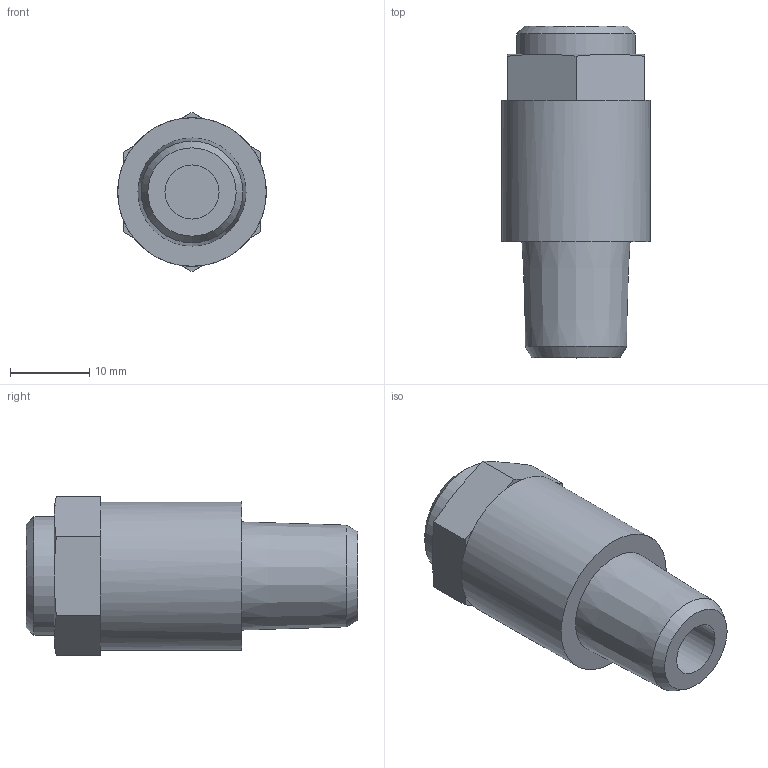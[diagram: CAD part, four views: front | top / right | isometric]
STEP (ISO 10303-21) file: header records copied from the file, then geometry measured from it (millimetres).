
FILE_DESCRIPTION(/* description */ ('STEP AP214'),/* implementation_level */ '2;1');
FILE_NAME(/* name */ '10058_GRE-1_4-NPT',/* time_stamp */ '2024-08-23T13:35:46+02:00',/* author */ ('License CC BY-ND 4.0'),/* organization */ ('CADENAS'),/* preprocessor_version */ 'ST-DEVELOPER v19.3',/* originating_system */ 'PARTsolutions',/* authorisation */ ' ');
FILE_SCHEMA (('AUTOMOTIVE_DESIGN {1 0 10303 214 3 1 1}'));
Length unit declared in the file: millimetre
Products named in the file (1): 10058 GRE-1/4-NPT
Bounding box: 18.8 x 42 x 20.16 mm (x, y, z)
Volume: 8029.2 mm3; surface area: 3323.5 mm2
Topology: 1 solids, 1 shells, 42 faces, 85 edges, 50 vertices
Faces by surface type: plane 29, cone 9, cylinder 4
Full cylindrical faces by diameter (mm): 6.267 x1, 6.858 x1, 15.04 x1, 18.8 x1
Entity records: 1076 total; most frequent: CARTESIAN_POINT 205, DIRECTION 180, ORIENTED_EDGE 154, EDGE_CURVE 77, AXIS2_PLACEMENT_3D 72, EDGE_LOOP 54, FACE_BOUND 54, VERTEX_POINT 49
